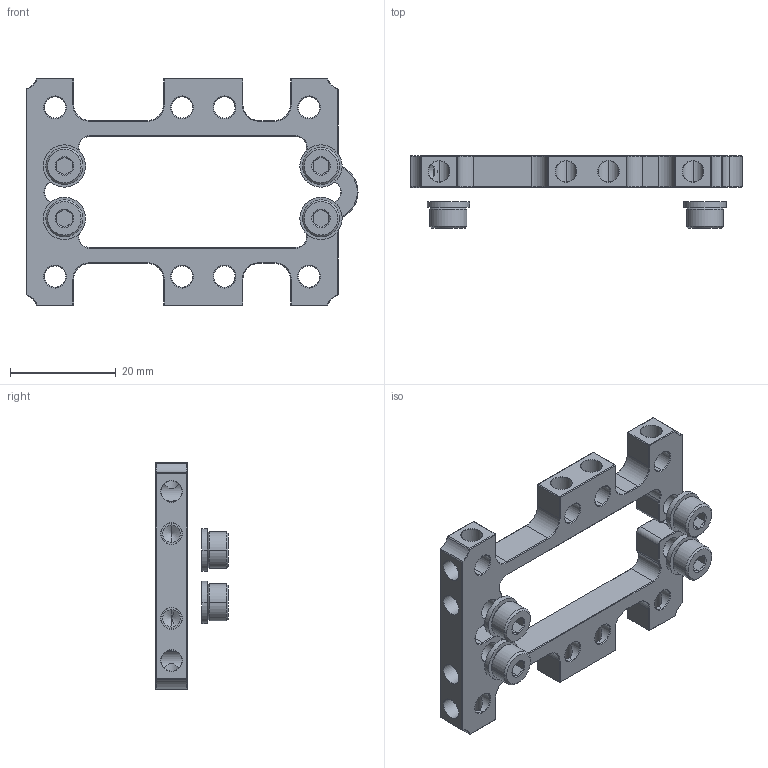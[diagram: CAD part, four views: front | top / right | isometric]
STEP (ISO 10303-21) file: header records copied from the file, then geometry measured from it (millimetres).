
FILE_DESCRIPTION(('FreeCAD Model'),'2;1');
FILE_NAME('Open CASCADE Shape Model','2023-08-12T17:58:06',(''),(''), 'Open CASCADE STEP processor 7.6','FreeCAD','Unknown');
FILE_SCHEMA(('AUTOMOTIVE_DESIGN { 1 0 10303 214 1 1 1 1 }'));
Length unit declared in the file: millimetre
Products named in the file (10): Open CASCADE STEP translator 7.7 1.1; Open CASCADE STEP translator 7.7 1.1.1; Open CASCADE STEP translator 7.7 1.1.2; Open CASCADE STEP translator 7.7 1.1.3; Open CASCADE STEP translator 7.7 1.1.4; Open CASCADE STEP translator 7.7 1.1.5; Open CASCADE STEP translator 7.7 1.1.6; Open CASCADE STEP translator 7.7 1.1.7; Open CASCADE STEP translator 7.7 1.1.8; Open CASCADE STEP translator 7.7 1.1.9
Assembly tree (9 placements, depth 2):
  Open CASCADE STEP translator 7.7 1.1
    Open CASCADE STEP translator 7.7 1.1.1
    Open CASCADE STEP translator 7.7 1.1.2
    Open CASCADE STEP translator 7.7 1.1.3
    Open CASCADE STEP translator 7.7 1.1.4
    Open CASCADE STEP translator 7.7 1.1.5
    Open CASCADE STEP translator 7.7 1.1.6
    Open CASCADE STEP translator 7.7 1.1.7
    Open CASCADE STEP translator 7.7 1.1.8
    Open CASCADE STEP translator 7.7 1.1.9
Bounding box: 62.75 x 13.74 x 43 mm (x, y, z)
Volume: 6436.3 mm3; surface area: 6919.4 mm2
Topology: 9 solids, 9 shells, 464 faces, 1128 edges, 688 vertices
Faces by surface type: cone 178, plane 177, cylinder 102, bspline 7
Full cylindrical faces by diameter (mm): 4.02 x12, 4.04 x4, 5 x4
Entity records: 23083 total; most frequent: CARTESIAN_POINT 11909, DIRECTION 2321, ORIENTED_EDGE 2248, EDGE_CURVE 1124, AXIS2_PLACEMENT_3D 870, VERTEX_POINT 688, LINE 581, VECTOR 581
